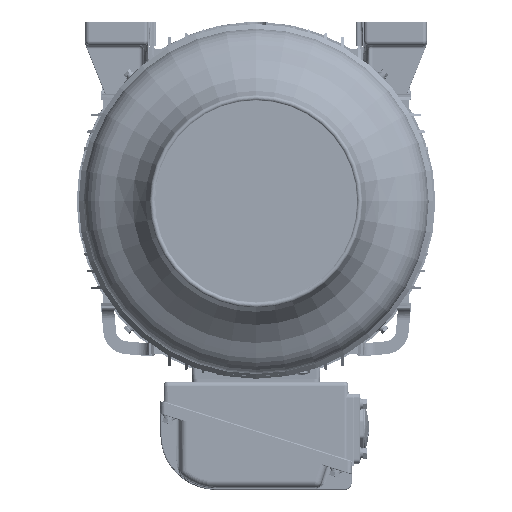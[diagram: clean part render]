
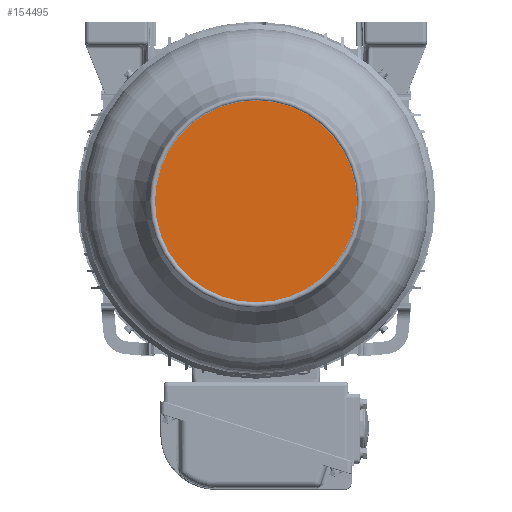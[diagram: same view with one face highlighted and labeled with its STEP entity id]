
A CAD part, front view. The second image highlights one B-rep face of the part: STEP entity #154495.
In plain terms, the highlighted face is planar.
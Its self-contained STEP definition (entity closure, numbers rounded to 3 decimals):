
#153349=CARTESIAN_POINT('',(228.5,0.,0.));
#153350=DIRECTION('',(1.,0.,0.));
#153351=DIRECTION('',(0.,0.,-1.));
#153352=AXIS2_PLACEMENT_3D('',#153349,#153350,#153351);
#153354=CARTESIAN_POINT('',(228.5,0.,0.));
#153355=DIRECTION('',(1.,0.,0.));
#153356=DIRECTION('',(0.,0.,1.));
#153357=AXIS2_PLACEMENT_3D('',#153354,#153355,#153356);
#153769=CARTESIAN_POINT('',(228.5,0.,-126.598));
#153771=VERTEX_POINT('',#153769);
#153775=CARTESIAN_POINT('',(228.5,0.,
126.598));
#153776=VERTEX_POINT('',#153775);
#154486=CARTESIAN_POINT('',(228.5,0.,0.));
#154487=DIRECTION('',(1.,0.,0.));
#154488=DIRECTION('',(0.,0.,-1.));
#154489=AXIS2_PLACEMENT_3D('',#154486,#154487,#154488);
#154490=PLANE('',#154489);
#154491=ORIENTED_EDGE('',*,*,#154465,.F.);
#154492=ORIENTED_EDGE('',*,*,#154480,.F.);
#154493=EDGE_LOOP('',(#154491,#154492));
#154494=FACE_OUTER_BOUND('',#154493,.F.);
#153353=CIRCLE('',#153352,126.598);
#153358=CIRCLE('',#153357,126.598);
#154465=EDGE_CURVE('',#153771,#153776,#153353,.T.);
#154480=EDGE_CURVE('',#153776,#153771,#153358,.T.);
#154495=ADVANCED_FACE('',(#154494),#154490,.T.);
